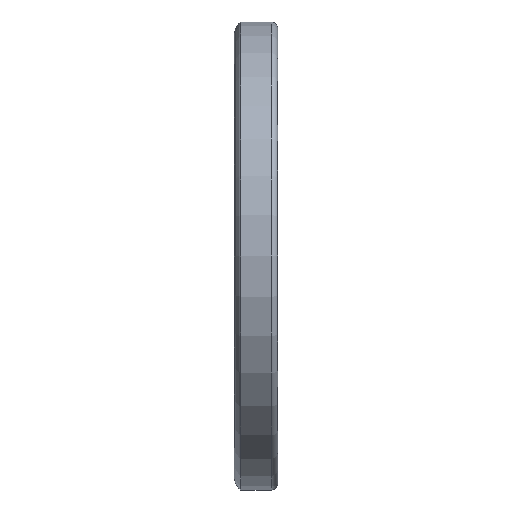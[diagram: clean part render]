
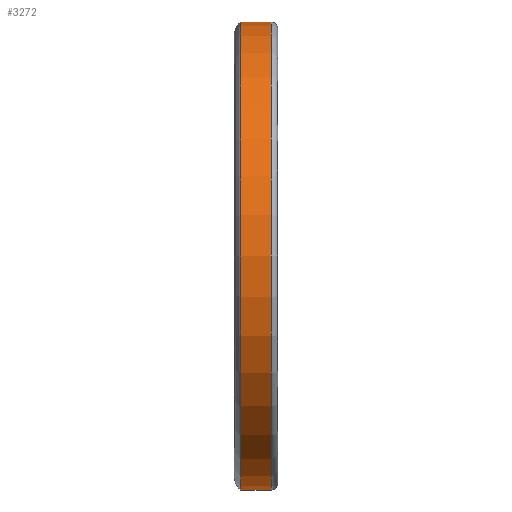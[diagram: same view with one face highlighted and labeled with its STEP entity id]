
A CAD part, left-side view. The second image highlights one B-rep face of the part: STEP entity #3272.
In plain terms, the highlighted cylindrical face has radius 43.2 mm (diameter 86.4 mm), a partial arc.
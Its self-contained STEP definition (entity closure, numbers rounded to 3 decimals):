
#103 = VECTOR ( 'NONE', #1107, 1000. ) ;
#195 = EDGE_LOOP ( 'NONE', ( #4054, #3951, #1998, #1424 ) ) ;
#229 = CARTESIAN_POINT ( 'NONE',  ( 0., 1.2, -43.2 ) ) ;
#238 = DIRECTION ( 'NONE',  ( 0., 0., -1. ) ) ;
#438 = CARTESIAN_POINT ( 'NONE',  ( 0., 6.8, 43.2 ) ) ;
#516 = AXIS2_PLACEMENT_3D ( 'NONE', #2090, #4434, #1272 ) ;
#519 = VERTEX_POINT ( 'NONE', #229 ) ;
#996 = EDGE_CURVE ( 'NONE', #2421, #2627, #1875, .T. ) ;
#1055 = FACE_OUTER_BOUND ( 'NONE', #195, .T. ) ;
#1103 = CYLINDRICAL_SURFACE ( 'NONE', #4637, 43.2 ) ;
#1107 = DIRECTION ( 'NONE',  ( 0., -1., 0. ) ) ;
#1120 = LINE ( 'NONE', #2726, #2385 ) ;
#1272 = DIRECTION ( 'NONE',  ( 0., 0., 1. ) ) ;
#1297 = VERTEX_POINT ( 'NONE', #3003 ) ;
#1424 = ORIENTED_EDGE ( 'NONE', *, *, #2008, .T. ) ;
#1744 = DIRECTION ( 'NONE',  ( 0., -1., 0. ) ) ;
#1863 = EDGE_CURVE ( 'NONE', #2421, #1297, #4053, .T. ) ;
#1875 = LINE ( 'NONE', #3142, #103 ) ;
#1998 = ORIENTED_EDGE ( 'NONE', *, *, #5018, .T. ) ;
#2008 = EDGE_CURVE ( 'NONE', #519, #2627, #3548, .T. ) ;
#2090 = CARTESIAN_POINT ( 'NONE',  ( 0., 1.2, 0. ) ) ;
#2138 = CARTESIAN_POINT ( 'NONE',  ( 0., 6.8, 0. ) ) ;
#2385 = VECTOR ( 'NONE', #4355, 1000. ) ;
#2421 = VERTEX_POINT ( 'NONE', #438 ) ;
#2597 = CARTESIAN_POINT ( 'NONE',  ( 0., 1.2, 43.2 ) ) ;
#2627 = VERTEX_POINT ( 'NONE', #2597 ) ;
#2726 = CARTESIAN_POINT ( 'NONE',  ( 0., 8., -43.2 ) ) ;
#2739 = DIRECTION ( 'NONE',  ( 0., -1., 0. ) ) ;
#3003 = CARTESIAN_POINT ( 'NONE',  ( 0., 6.8, -43.2 ) ) ;
#3142 = CARTESIAN_POINT ( 'NONE',  ( 0., 8., 43.2 ) ) ;
#3272 = ADVANCED_FACE ( 'NONE', ( #1055 ), #1103, .T. ) ;
#3548 = CIRCLE ( 'NONE', #516, 43.2 ) ;
#3951 = ORIENTED_EDGE ( 'NONE', *, *, #1863, .T. ) ;
#4053 = CIRCLE ( 'NONE', #4564, 43.2 ) ;
#4054 = ORIENTED_EDGE ( 'NONE', *, *, #996, .F. ) ;
#4289 = CARTESIAN_POINT ( 'NONE',  ( 0., 8., 0. ) ) ;
#4355 = DIRECTION ( 'NONE',  ( 0., -1., 0. ) ) ;
#4434 = DIRECTION ( 'NONE',  ( 0., 1., 0. ) ) ;
#4564 = AXIS2_PLACEMENT_3D ( 'NONE', #2138, #1744, #4941 ) ;
#4637 = AXIS2_PLACEMENT_3D ( 'NONE', #4289, #2739, #238 ) ;
#4941 = DIRECTION ( 'NONE',  ( 0., 0., -1. ) ) ;
#5018 = EDGE_CURVE ( 'NONE', #1297, #519, #1120, .T. ) ;
